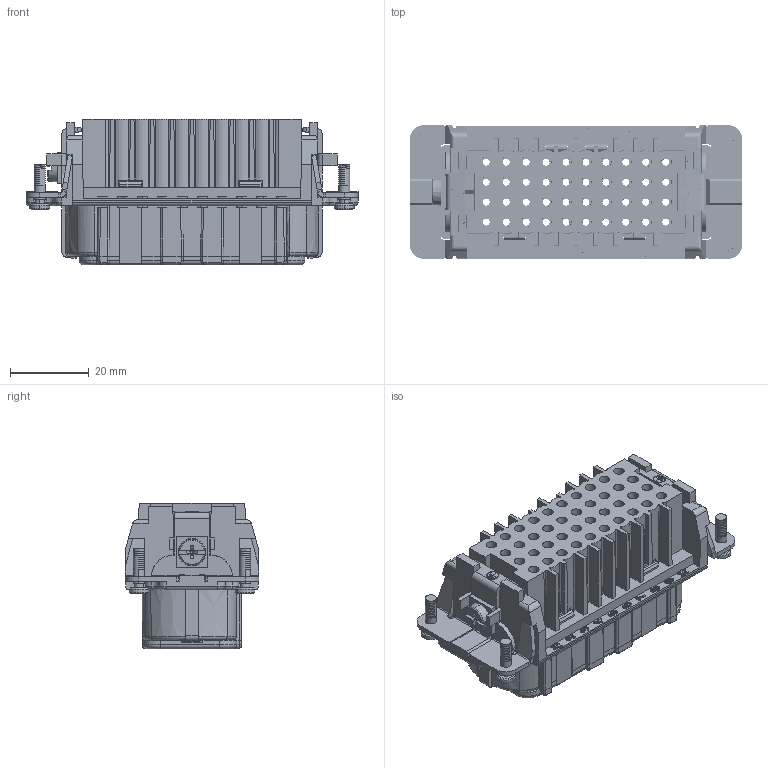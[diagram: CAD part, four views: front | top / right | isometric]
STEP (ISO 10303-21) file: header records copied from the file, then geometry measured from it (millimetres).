
FILE_DESCRIPTION((''),'2;1');
FILE_NAME('MANIFOLD_SOLID_BREP_2851_1','2017-08-23T',('tl.yang'),(''),'PRO/ENGINEER BY PARAMETRIC TECHNOLOGY CORPORATION, 2011500','PRO/ENGINEER BY PARAMETRIC TECHNOLOGY CORPORATION, 2011500','');
FILE_SCHEMA(('CONFIG_CONTROL_DESIGN'));
Products named in the file (1): MANIFOLD_SOLID_BREP_2851_1
Bounding box: 84.5 x 34 x 37.1 mm (x, y, z)
Volume: 44063.7 mm3; surface area: 37968.2 mm2
Topology: 1 solids, 2 shells, 3033 faces, 8147 edges, 5312 vertices
Faces by surface type: plane 1264, cone 793, cylinder 432, extrusion 237, torus 216, bspline 89, sphere 2
Entity records: 105699 total; most frequent: CARTESIAN_POINT 30133, ORIENTED_EDGE 16268, DIRECTION 14813, EDGE_CURVE 8134, VERTEX_POINT 5312, AXIS2_PLACEMENT_3D 5131, VECTOR 4551, LINE 4314
